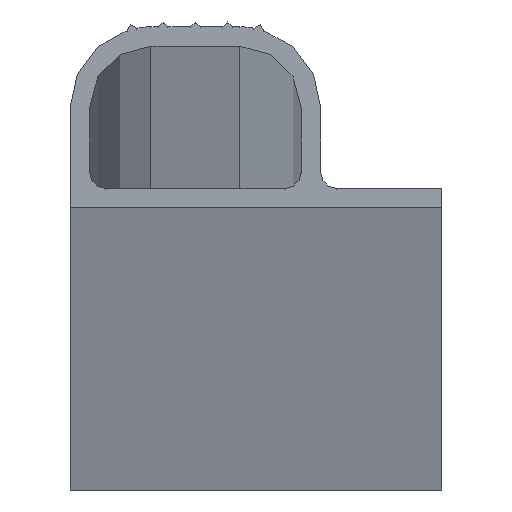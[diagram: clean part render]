
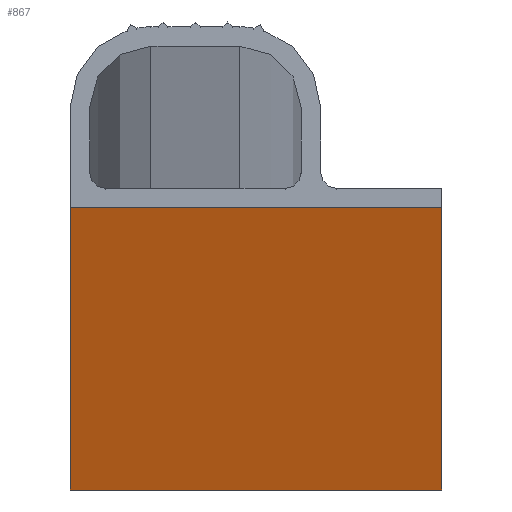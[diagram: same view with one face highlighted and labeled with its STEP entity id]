
A CAD part, top view. The second image highlights one B-rep face of the part: STEP entity #867.
In plain terms, the highlighted planar face has unit normal (0, -1, 0).
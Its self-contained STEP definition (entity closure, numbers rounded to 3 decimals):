
#62 = PLANE ( 'NONE',  #123 ) ;
#63 = CARTESIAN_POINT ( 'NONE',  ( 23., 0., 5000. ) ) ;
#64 = DIRECTION ( 'NONE',  ( 0., 1., 0. ) ) ;
#65 = DIRECTION ( 'NONE',  ( 0., 0., 1. ) ) ;
#70 = CARTESIAN_POINT ( 'NONE',  ( 23., 0., 5000. ) ) ;
#73 = CARTESIAN_POINT ( 'NONE',  ( 23., 0., -5000. ) ) ;
#74 = CARTESIAN_POINT ( 'NONE',  ( 0., 0., -5000. ) ) ;
#119 = FACE_OUTER_BOUND ( 'NONE', #1091, .T. ) ;
#123 = AXIS2_PLACEMENT_3D ( 'NONE', #63, #64, #65 ) ;
#146 = LINE ( 'NONE', #147, #499 ) ;
#147 = CARTESIAN_POINT ( 'NONE',  ( 23., 0., 5000. ) ) ;
#148 = DIRECTION ( 'NONE',  ( 1., 0., 0. ) ) ;
#226 = ORIENTED_EDGE ( 'NONE', *, *, #818, .T. ) ;
#229 = ORIENTED_EDGE ( 'NONE', *, *, #817, .F. ) ;
#275 = EDGE_CURVE ( 'NONE', #1158, #881, #146, .T. ) ;
#304 = VECTOR ( 'NONE', #331, 1000. ) ;
#305 = VECTOR ( 'NONE', #334, 1000. ) ;
#329 = LINE ( 'NONE', #330, #304 ) ;
#330 = CARTESIAN_POINT ( 'NONE',  ( 23., 0., 5000. ) ) ;
#331 = DIRECTION ( 'NONE',  ( 0., 0., -1. ) ) ;
#332 = LINE ( 'NONE', #333, #305 ) ;
#333 = CARTESIAN_POINT ( 'NONE',  ( 0., 0., 5000. ) ) ;
#334 = DIRECTION ( 'NONE',  ( 0., 0., -1. ) ) ;
#499 = VECTOR ( 'NONE', #148, 1000. ) ;
#578 = VECTOR ( 'NONE', #748, 1000. ) ;
#746 = LINE ( 'NONE', #747, #578 ) ;
#747 = CARTESIAN_POINT ( 'NONE',  ( 23., 0., -5000. ) ) ;
#748 = DIRECTION ( 'NONE',  ( 1., 0., 0. ) ) ;
#774 = CARTESIAN_POINT ( 'NONE',  ( 0., 0., 5000. ) ) ;
#817 = EDGE_CURVE ( 'NONE', #881, #892, #329, .T. ) ;
#818 = EDGE_CURVE ( 'NONE', #1158, #893, #332, .T. ) ;
#867 = ADVANCED_FACE ( 'NONE', ( #119 ), #62, .F. ) ;
#881 = VERTEX_POINT ( 'NONE', #70 ) ;
#892 = VERTEX_POINT ( 'NONE', #73 ) ;
#893 = VERTEX_POINT ( 'NONE', #74 ) ;
#968 = ORIENTED_EDGE ( 'NONE', *, *, #1004, .T. ) ;
#997 = ORIENTED_EDGE ( 'NONE', *, *, #275, .F. ) ;
#1004 = EDGE_CURVE ( 'NONE', #893, #892, #746, .T. ) ;
#1091 = EDGE_LOOP ( 'NONE', ( #968, #229, #997, #226 ) ) ;
#1158 = VERTEX_POINT ( 'NONE', #774 ) ;
